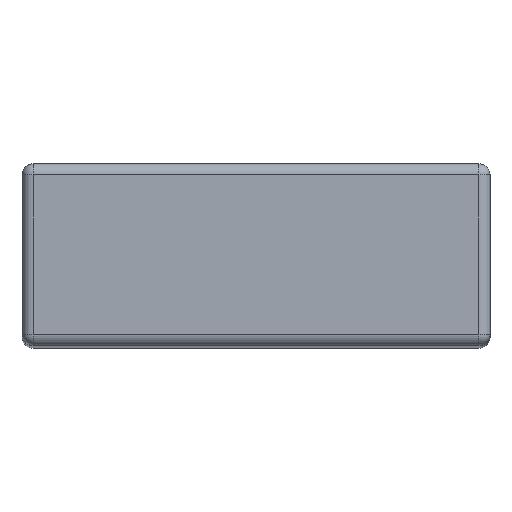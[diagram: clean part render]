
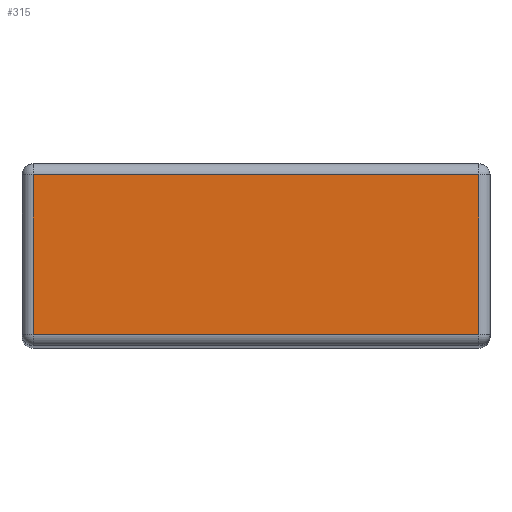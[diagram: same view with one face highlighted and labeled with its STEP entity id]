
A CAD part, top view. The second image highlights one B-rep face of the part: STEP entity #315.
In plain terms, the highlighted planar face has unit normal (0, 0, 1).
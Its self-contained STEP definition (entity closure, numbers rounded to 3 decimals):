
#118 = AXIS2_PLACEMENT_3D ( 'NONE', #1119, #1120, #1121 ) ;
#173 = FACE_OUTER_BOUND ( 'NONE', #899, .T. ) ;
#178 = VECTOR ( 'NONE', #613, 1000. ) ;
#207 = VECTOR ( 'NONE', #535, 1000. ) ;
#215 = VECTOR ( 'NONE', #509, 1000. ) ;
#219 = VECTOR ( 'NONE', #493, 1000. ) ;
#315 = ADVANCED_FACE ( 'NONE', ( #173 ), #1118, .F. ) ;
#493 = DIRECTION ( 'NONE',  ( -1., 0., 0. ) ) ;
#494 = CARTESIAN_POINT ( 'NONE',  ( 0., 1.55, 7. ) ) ;
#495 = LINE ( 'NONE', #494, #219 ) ;
#509 = DIRECTION ( 'NONE',  ( 0., -1., 0. ) ) ;
#510 = CARTESIAN_POINT ( 'NONE',  ( -2.025, 0., 7. ) ) ;
#511 = LINE ( 'NONE', #510, #215 ) ;
#535 = DIRECTION ( 'NONE',  ( 1., 0., 0. ) ) ;
#536 = CARTESIAN_POINT ( 'NONE',  ( 0., 0.1, 7. ) ) ;
#537 = LINE ( 'NONE', #536, #207 ) ;
#613 = DIRECTION ( 'NONE',  ( 0., 1., 0. ) ) ;
#614 = CARTESIAN_POINT ( 'NONE',  ( 2.025, 0., 7. ) ) ;
#615 = LINE ( 'NONE', #614, #178 ) ;
#770 = ORIENTED_EDGE ( 'NONE', *, *, #1334, .T. ) ;
#771 = ORIENTED_EDGE ( 'NONE', *, *, #1343, .T. ) ;
#772 = ORIENTED_EDGE ( 'NONE', *, *, #1348, .T. ) ;
#773 = ORIENTED_EDGE ( 'NONE', *, *, #1308, .T. ) ;
#899 = EDGE_LOOP ( 'NONE', ( #772, #771, #770, #773 ) ) ;
#966 = VERTEX_POINT ( 'NONE', #1189 ) ;
#1006 = VERTEX_POINT ( 'NONE', #1179 ) ;
#1011 = VERTEX_POINT ( 'NONE', #1174 ) ;
#1018 = VERTEX_POINT ( 'NONE', #1170 ) ;
#1118 = PLANE ( 'NONE',  #118 ) ;
#1119 = CARTESIAN_POINT ( 'NONE',  ( 0., 0., 7. ) ) ;
#1120 = DIRECTION ( 'NONE',  ( 0., 0., -1. ) ) ;
#1121 = DIRECTION ( 'NONE',  ( -1., 0., 0. ) ) ;
#1170 = CARTESIAN_POINT ( 'NONE',  ( -2.025, 0.1, 7. ) ) ;
#1174 = CARTESIAN_POINT ( 'NONE',  ( 2.025, 1.55, 7. ) ) ;
#1179 = CARTESIAN_POINT ( 'NONE',  ( 2.025, 0.1, 7. ) ) ;
#1189 = CARTESIAN_POINT ( 'NONE',  ( -2.025, 1.55, 7. ) ) ;
#1308 = EDGE_CURVE ( 'NONE', #1006, #1011, #615, .T. ) ;
#1334 = EDGE_CURVE ( 'NONE', #1018, #1006, #537, .T. ) ;
#1343 = EDGE_CURVE ( 'NONE', #966, #1018, #511, .T. ) ;
#1348 = EDGE_CURVE ( 'NONE', #1011, #966, #495, .T. ) ;
